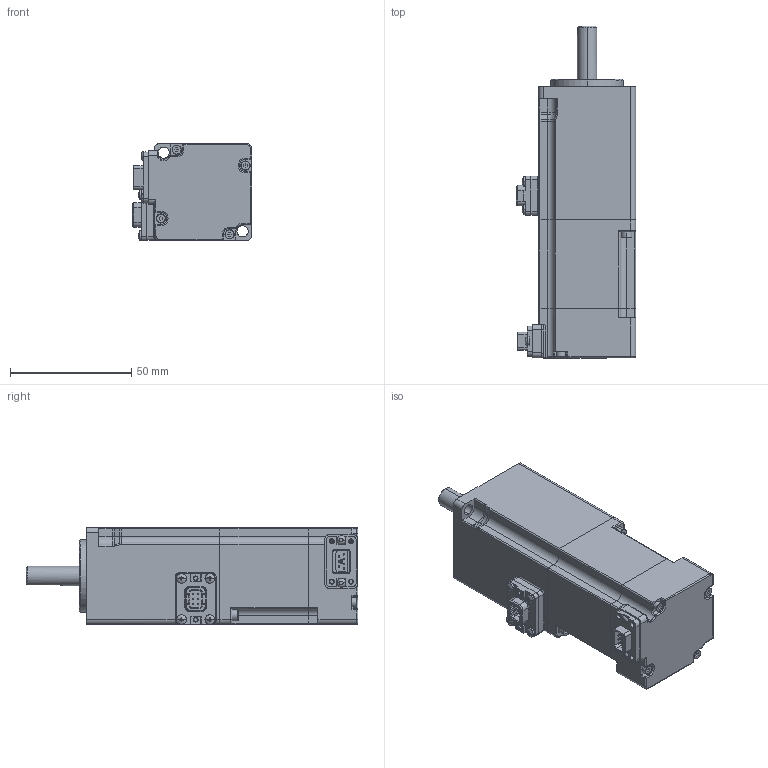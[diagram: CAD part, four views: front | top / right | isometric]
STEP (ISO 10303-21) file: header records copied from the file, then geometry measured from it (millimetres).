
FILE_DESCRIPTION (( 'STEP AP203' ), '1' );
FILE_NAME ('MS6H-40TH30BZ3-20P1.STEP', '2024-01-25T08:41:30', ( '' ), ( '' ), 'SwSTEP 2.0', 'SolidWorks 2022', '' );
FILE_SCHEMA (( 'CONFIG_CONTROL_DESIGN' ));
Length unit declared in the file: millimetre
Products named in the file (1): MS6H-40TH30BZ3-20P1
Bounding box: 49.2 x 137 x 40 mm (x, y, z)
Surface area: 24522.1 mm2 (no closed solid volume)
Topology: 0 solids, 20 shells, 682 faces, 2191 edges, 1487 vertices
Faces by surface type: plane 354, cylinder 219, torus 54, cone 26, sphere 17, bspline 12
Entity records: 24819 total; most frequent: CARTESIAN_POINT 5647, DIRECTION 4091, ORIENTED_EDGE 3560, EDGE_CURVE 2182, VERTEX_POINT 1487, LINE 1441, VECTOR 1441, AXIS2_PLACEMENT_3D 1325
